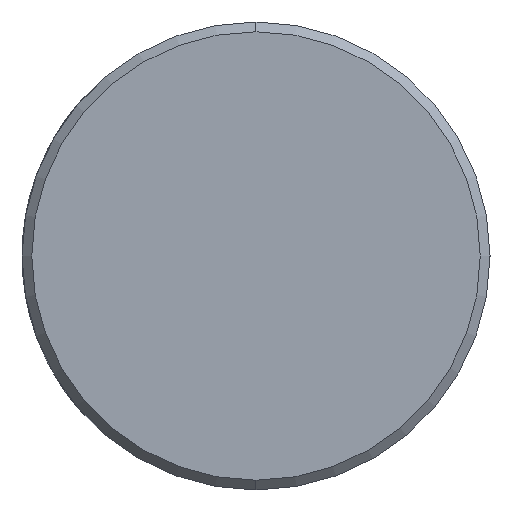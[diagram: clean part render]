
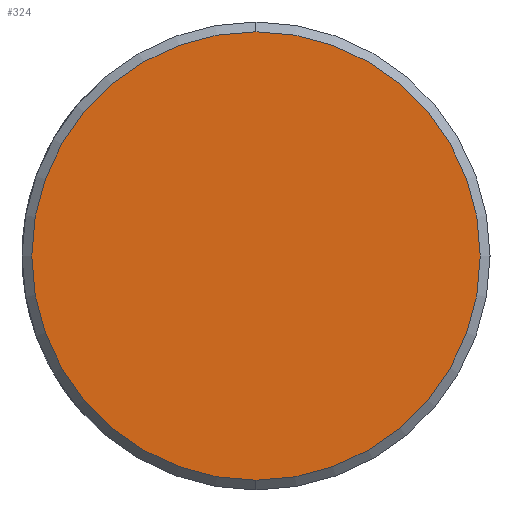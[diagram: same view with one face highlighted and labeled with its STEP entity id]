
A CAD part, left-side view. The second image highlights one B-rep face of the part: STEP entity #324.
In plain terms, the highlighted face is planar.
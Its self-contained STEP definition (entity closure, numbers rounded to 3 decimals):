
#189=CARTESIAN_POINT('',(0.,0.,0.));
#190=DIRECTION('',(0.,0.,1.));
#191=DIRECTION('',(-1.,0.,0.));
#192=AXIS2_PLACEMENT_3D('',#189,#190,#191);
#197=CARTESIAN_POINT('',(0.,0.,0.));
#198=DIRECTION('',(0.,0.,-1.));
#199=DIRECTION('',(-1.,0.,0.));
#200=AXIS2_PLACEMENT_3D('',#197,#198,#199);
#220=CARTESIAN_POINT('',(-5.75,0.,0.));
#222=VERTEX_POINT('',#220);
#224=CARTESIAN_POINT('',(5.75,0.,0.));
#226=VERTEX_POINT('',#224);
#315=CARTESIAN_POINT('',(0.,0.,0.));
#316=DIRECTION('',(0.,0.,-1.));
#317=DIRECTION('',(1.,0.,0.));
#318=AXIS2_PLACEMENT_3D('',#315,#316,#317);
#319=PLANE('',#318);
#320=ORIENTED_EDGE('',*,*,#308,.F.);
#321=ORIENTED_EDGE('',*,*,#297,.T.);
#322=EDGE_LOOP('',(#320,#321));
#323=FACE_OUTER_BOUND('',#322,.F.);
#193=CIRCLE('',#192,5.75);
#201=CIRCLE('',#200,5.75);
#297=EDGE_CURVE('',#222,#226,#201,.T.);
#308=EDGE_CURVE('',#222,#226,#193,.T.);
#324=ADVANCED_FACE('',(#323),#319,.F.);
